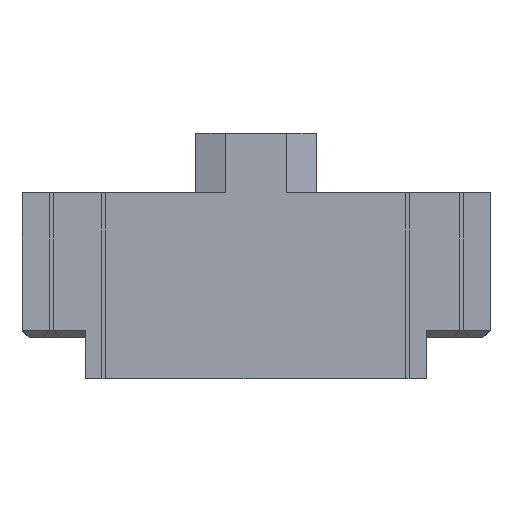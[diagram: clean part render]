
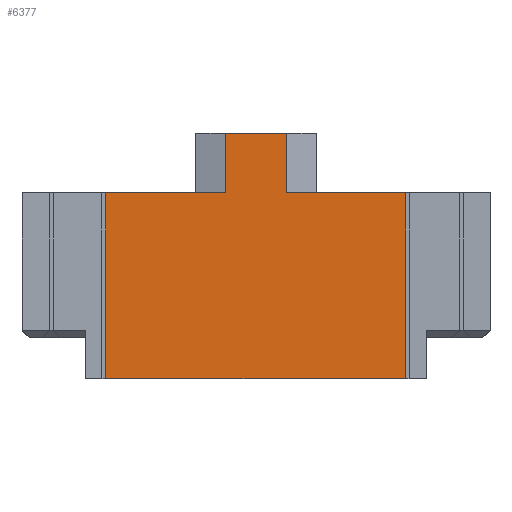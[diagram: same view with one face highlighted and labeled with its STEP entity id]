
A CAD part, front view. The second image highlights one B-rep face of the part: STEP entity #6377.
In plain terms, the highlighted planar face has unit normal (0, -1, 0).
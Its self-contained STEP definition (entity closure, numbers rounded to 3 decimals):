
#72 = PLANE('',#73);
#73 = AXIS2_PLACEMENT_3D('',#74,#75,#76);
#74 = CARTESIAN_POINT('',(-10.95,15.2,3.4));
#75 = DIRECTION('',(-0.,0.,-1.));
#76 = DIRECTION('',(0.,1.,0.));
#128 = PLANE('',#129);
#129 = AXIS2_PLACEMENT_3D('',#130,#131,#132);
#130 = CARTESIAN_POINT('',(12.6,15.9,-6.6));
#131 = DIRECTION('',(0.,0.,-1.));
#132 = DIRECTION('',(0.,-1.,0.));
#2571 = VERTEX_POINT('',#2572);
#2572 = CARTESIAN_POINT('',(-1.65,-15.9,3.4));
#2586 = PLANE('',#2587);
#2587 = AXIS2_PLACEMENT_3D('',#2588,#2589,#2590);
#2588 = CARTESIAN_POINT('',(-2.45,-15.667,3.4));
#2589 = DIRECTION('',(0.28,0.96,0.));
#2590 = DIRECTION('',(0.,0.,-1.));
#2598 = EDGE_CURVE('',#2571,#2599,#2601,.T.);
#2599 = VERTEX_POINT('',#2600);
#2600 = CARTESIAN_POINT('',(-8.1,-15.9,3.4));
#2601 = SURFACE_CURVE('',#2602,(#2606,#2613),.PCURVE_S1.);
#2602 = LINE('',#2603,#2604);
#2603 = CARTESIAN_POINT('',(12.6,-15.9,3.4));
#2604 = VECTOR('',#2605,1.);
#2605 = DIRECTION('',(-1.,0.,0.));
#2606 = PCURVE('',#72,#2607);
#2607 = DEFINITIONAL_REPRESENTATION('',(#2608),#2612);
#2608 = LINE('',#2609,#2610);
#2609 = CARTESIAN_POINT('',(-31.1,23.55));
#2610 = VECTOR('',#2611,1.);
#2611 = DIRECTION('',(0.,-1.));
#2612 = ( GEOMETRIC_REPRESENTATION_CONTEXT(2) 
PARAMETRIC_REPRESENTATION_CONTEXT() REPRESENTATION_CONTEXT('2D SPACE',''
  ) );
#2613 = PCURVE('',#2614,#2619);
#2614 = PLANE('',#2615);
#2615 = AXIS2_PLACEMENT_3D('',#2616,#2617,#2618);
#2616 = CARTESIAN_POINT('',(8.,-15.9,-6.6));
#2617 = DIRECTION('',(0.,1.,0.));
#2618 = DIRECTION('',(0.,0.,1.));
#2619 = DEFINITIONAL_REPRESENTATION('',(#2620),#2624);
#2620 = LINE('',#2621,#2622);
#2621 = CARTESIAN_POINT('',(10.,4.6));
#2622 = VECTOR('',#2623,1.);
#2623 = DIRECTION('',(0.,-1.));
#2624 = ( GEOMETRIC_REPRESENTATION_CONTEXT(2) 
PARAMETRIC_REPRESENTATION_CONTEXT() REPRESENTATION_CONTEXT('2D SPACE',''
  ) );
#2642 = PLANE('',#2643);
#2643 = AXIS2_PLACEMENT_3D('',#2644,#2645,#2646);
#2644 = CARTESIAN_POINT('',(-8.1,-15.1,-6.6));
#2645 = DIRECTION('',(-1.,0.,0.));
#2646 = DIRECTION('',(0.,0.,1.));
#3533 = VERTEX_POINT('',#3534);
#3534 = CARTESIAN_POINT('',(8.05,-15.9,-6.6));
#3548 = PLANE('',#3549);
#3549 = AXIS2_PLACEMENT_3D('',#3550,#3551,#3552);
#3550 = CARTESIAN_POINT('',(8.05,-15.9,-6.6));
#3551 = DIRECTION('',(-1.,0.,0.));
#3552 = DIRECTION('',(0.,0.,1.));
#3560 = EDGE_CURVE('',#3533,#3561,#3563,.T.);
#3561 = VERTEX_POINT('',#3562);
#3562 = CARTESIAN_POINT('',(-8.1,-15.9,-6.6));
#3563 = SURFACE_CURVE('',#3564,(#3568,#3575),.PCURVE_S1.);
#3564 = LINE('',#3565,#3566);
#3565 = CARTESIAN_POINT('',(8.05,-15.9,-6.6));
#3566 = VECTOR('',#3567,1.);
#3567 = DIRECTION('',(-1.,0.,0.));
#3568 = PCURVE('',#128,#3569);
#3569 = DEFINITIONAL_REPRESENTATION('',(#3570),#3574);
#3570 = LINE('',#3571,#3572);
#3571 = CARTESIAN_POINT('',(31.8,4.55));
#3572 = VECTOR('',#3573,1.);
#3573 = DIRECTION('',(0.,1.));
#3574 = ( GEOMETRIC_REPRESENTATION_CONTEXT(2) 
PARAMETRIC_REPRESENTATION_CONTEXT() REPRESENTATION_CONTEXT('2D SPACE',''
  ) );
#3575 = PCURVE('',#2614,#3576);
#3576 = DEFINITIONAL_REPRESENTATION('',(#3577),#3581);
#3577 = LINE('',#3578,#3579);
#3578 = CARTESIAN_POINT('',(0.,0.05));
#3579 = VECTOR('',#3580,1.);
#3580 = DIRECTION('',(0.,-1.));
#3581 = ( GEOMETRIC_REPRESENTATION_CONTEXT(2) 
PARAMETRIC_REPRESENTATION_CONTEXT() REPRESENTATION_CONTEXT('2D SPACE',''
  ) );
#6355 = EDGE_CURVE('',#3561,#2599,#6356,.T.);
#6356 = SURFACE_CURVE('',#6357,(#6361,#6368),.PCURVE_S1.);
#6357 = LINE('',#6358,#6359);
#6358 = CARTESIAN_POINT('',(-8.1,-15.9,-0.5));
#6359 = VECTOR('',#6360,1.);
#6360 = DIRECTION('',(0.,-0.,1.));
#6361 = PCURVE('',#2642,#6362);
#6362 = DEFINITIONAL_REPRESENTATION('',(#6363),#6367);
#6363 = LINE('',#6364,#6365);
#6364 = CARTESIAN_POINT('',(6.1,-0.8));
#6365 = VECTOR('',#6366,1.);
#6366 = DIRECTION('',(1.,0.));
#6367 = ( GEOMETRIC_REPRESENTATION_CONTEXT(2) 
PARAMETRIC_REPRESENTATION_CONTEXT() REPRESENTATION_CONTEXT('2D SPACE',''
  ) );
#6368 = PCURVE('',#2614,#6369);
#6369 = DEFINITIONAL_REPRESENTATION('',(#6370),#6374);
#6370 = LINE('',#6371,#6372);
#6371 = CARTESIAN_POINT('',(6.1,-16.1));
#6372 = VECTOR('',#6373,1.);
#6373 = DIRECTION('',(1.,0.));
#6374 = ( GEOMETRIC_REPRESENTATION_CONTEXT(2) 
PARAMETRIC_REPRESENTATION_CONTEXT() REPRESENTATION_CONTEXT('2D SPACE',''
  ) );
#6377 = ADVANCED_FACE('',(#6378),#2614,.F.);
#6378 = FACE_BOUND('',#6379,.F.);
#6379 = EDGE_LOOP('',(#6380,#6381,#6382,#6405,#6433,#6461,#6489,#6510));
#6380 = ORIENTED_EDGE('',*,*,#6355,.T.);
#6381 = ORIENTED_EDGE('',*,*,#2598,.F.);
#6382 = ORIENTED_EDGE('',*,*,#6383,.F.);
#6383 = EDGE_CURVE('',#6384,#2571,#6386,.T.);
#6384 = VERTEX_POINT('',#6385);
#6385 = CARTESIAN_POINT('',(-1.65,-15.9,6.6));
#6386 = SURFACE_CURVE('',#6387,(#6391,#6398),.PCURVE_S1.);
#6387 = LINE('',#6388,#6389);
#6388 = CARTESIAN_POINT('',(-1.65,-15.9,3.4));
#6389 = VECTOR('',#6390,1.);
#6390 = DIRECTION('',(0.,0.,-1.));
#6391 = PCURVE('',#2614,#6392);
#6392 = DEFINITIONAL_REPRESENTATION('',(#6393),#6397);
#6393 = LINE('',#6394,#6395);
#6394 = CARTESIAN_POINT('',(10.,-9.65));
#6395 = VECTOR('',#6396,1.);
#6396 = DIRECTION('',(-1.,0.));
#6397 = ( GEOMETRIC_REPRESENTATION_CONTEXT(2) 
PARAMETRIC_REPRESENTATION_CONTEXT() REPRESENTATION_CONTEXT('2D SPACE',''
  ) );
#6398 = PCURVE('',#2586,#6399);
#6399 = DEFINITIONAL_REPRESENTATION('',(#6400),#6404);
#6400 = LINE('',#6401,#6402);
#6401 = CARTESIAN_POINT('',(0.,-0.833));
#6402 = VECTOR('',#6403,1.);
#6403 = DIRECTION('',(1.,-0.));
#6404 = ( GEOMETRIC_REPRESENTATION_CONTEXT(2) 
PARAMETRIC_REPRESENTATION_CONTEXT() REPRESENTATION_CONTEXT('2D SPACE',''
  ) );
#6405 = ORIENTED_EDGE('',*,*,#6406,.F.);
#6406 = EDGE_CURVE('',#6407,#6384,#6409,.T.);
#6407 = VERTEX_POINT('',#6408);
#6408 = CARTESIAN_POINT('',(1.65,-15.9,6.6));
#6409 = SURFACE_CURVE('',#6410,(#6414,#6421),.PCURVE_S1.);
#6410 = LINE('',#6411,#6412);
#6411 = CARTESIAN_POINT('',(3.25,-15.9,6.6));
#6412 = VECTOR('',#6413,1.);
#6413 = DIRECTION('',(-1.,0.,0.));
#6414 = PCURVE('',#2614,#6415);
#6415 = DEFINITIONAL_REPRESENTATION('',(#6416),#6420);
#6416 = LINE('',#6417,#6418);
#6417 = CARTESIAN_POINT('',(13.2,-4.75));
#6418 = VECTOR('',#6419,1.);
#6419 = DIRECTION('',(0.,-1.));
#6420 = ( GEOMETRIC_REPRESENTATION_CONTEXT(2) 
PARAMETRIC_REPRESENTATION_CONTEXT() REPRESENTATION_CONTEXT('2D SPACE',''
  ) );
#6421 = PCURVE('',#6422,#6427);
#6422 = PLANE('',#6423);
#6423 = AXIS2_PLACEMENT_3D('',#6424,#6425,#6426);
#6424 = CARTESIAN_POINT('',(-1.65,-16.,6.6));
#6425 = DIRECTION('',(0.,0.,1.));
#6426 = DIRECTION('',(1.,0.,-0.));
#6427 = DEFINITIONAL_REPRESENTATION('',(#6428),#6432);
#6428 = LINE('',#6429,#6430);
#6429 = CARTESIAN_POINT('',(4.9,0.1));
#6430 = VECTOR('',#6431,1.);
#6431 = DIRECTION('',(-1.,0.));
#6432 = ( GEOMETRIC_REPRESENTATION_CONTEXT(2) 
PARAMETRIC_REPRESENTATION_CONTEXT() REPRESENTATION_CONTEXT('2D SPACE',''
  ) );
#6433 = ORIENTED_EDGE('',*,*,#6434,.F.);
#6434 = EDGE_CURVE('',#6435,#6407,#6437,.T.);
#6435 = VERTEX_POINT('',#6436);
#6436 = CARTESIAN_POINT('',(1.65,-15.9,3.4));
#6437 = SURFACE_CURVE('',#6438,(#6442,#6449),.PCURVE_S1.);
#6438 = LINE('',#6439,#6440);
#6439 = CARTESIAN_POINT('',(1.65,-15.9,5.));
#6440 = VECTOR('',#6441,1.);
#6441 = DIRECTION('',(-0.,0.,1.));
#6442 = PCURVE('',#2614,#6443);
#6443 = DEFINITIONAL_REPRESENTATION('',(#6444),#6448);
#6444 = LINE('',#6445,#6446);
#6445 = CARTESIAN_POINT('',(11.6,-6.35));
#6446 = VECTOR('',#6447,1.);
#6447 = DIRECTION('',(1.,0.));
#6448 = ( GEOMETRIC_REPRESENTATION_CONTEXT(2) 
PARAMETRIC_REPRESENTATION_CONTEXT() REPRESENTATION_CONTEXT('2D SPACE',''
  ) );
#6449 = PCURVE('',#6450,#6455);
#6450 = PLANE('',#6451);
#6451 = AXIS2_PLACEMENT_3D('',#6452,#6453,#6454);
#6452 = CARTESIAN_POINT('',(2.45,-15.667,3.4));
#6453 = DIRECTION('',(0.28,-0.96,0.));
#6454 = DIRECTION('',(0.,0.,-1.));
#6455 = DEFINITIONAL_REPRESENTATION('',(#6456),#6460);
#6456 = LINE('',#6457,#6458);
#6457 = CARTESIAN_POINT('',(-1.6,-0.833));
#6458 = VECTOR('',#6459,1.);
#6459 = DIRECTION('',(-1.,0.));
#6460 = ( GEOMETRIC_REPRESENTATION_CONTEXT(2) 
PARAMETRIC_REPRESENTATION_CONTEXT() REPRESENTATION_CONTEXT('2D SPACE',''
  ) );
#6461 = ORIENTED_EDGE('',*,*,#6462,.F.);
#6462 = EDGE_CURVE('',#6463,#6435,#6465,.T.);
#6463 = VERTEX_POINT('',#6464);
#6464 = CARTESIAN_POINT('',(8.05,-15.9,3.4));
#6465 = SURFACE_CURVE('',#6466,(#6470,#6477),.PCURVE_S1.);
#6466 = LINE('',#6467,#6468);
#6467 = CARTESIAN_POINT('',(12.6,-15.9,3.4));
#6468 = VECTOR('',#6469,1.);
#6469 = DIRECTION('',(-1.,0.,0.));
#6470 = PCURVE('',#2614,#6471);
#6471 = DEFINITIONAL_REPRESENTATION('',(#6472),#6476);
#6472 = LINE('',#6473,#6474);
#6473 = CARTESIAN_POINT('',(10.,4.6));
#6474 = VECTOR('',#6475,1.);
#6475 = DIRECTION('',(0.,-1.));
#6476 = ( GEOMETRIC_REPRESENTATION_CONTEXT(2) 
PARAMETRIC_REPRESENTATION_CONTEXT() REPRESENTATION_CONTEXT('2D SPACE',''
  ) );
#6477 = PCURVE('',#6478,#6483);
#6478 = PLANE('',#6479);
#6479 = AXIS2_PLACEMENT_3D('',#6480,#6481,#6482);
#6480 = CARTESIAN_POINT('',(-10.95,15.2,3.4));
#6481 = DIRECTION('',(-0.,0.,-1.));
#6482 = DIRECTION('',(0.,1.,0.));
#6483 = DEFINITIONAL_REPRESENTATION('',(#6484),#6488);
#6484 = LINE('',#6485,#6486);
#6485 = CARTESIAN_POINT('',(-31.1,23.55));
#6486 = VECTOR('',#6487,1.);
#6487 = DIRECTION('',(0.,-1.));
#6488 = ( GEOMETRIC_REPRESENTATION_CONTEXT(2) 
PARAMETRIC_REPRESENTATION_CONTEXT() REPRESENTATION_CONTEXT('2D SPACE',''
  ) );
#6489 = ORIENTED_EDGE('',*,*,#6490,.F.);
#6490 = EDGE_CURVE('',#3533,#6463,#6491,.T.);
#6491 = SURFACE_CURVE('',#6492,(#6496,#6503),.PCURVE_S1.);
#6492 = LINE('',#6493,#6494);
#6493 = CARTESIAN_POINT('',(8.05,-15.9,-6.6));
#6494 = VECTOR('',#6495,1.);
#6495 = DIRECTION('',(0.,0.,1.));
#6496 = PCURVE('',#2614,#6497);
#6497 = DEFINITIONAL_REPRESENTATION('',(#6498),#6502);
#6498 = LINE('',#6499,#6500);
#6499 = CARTESIAN_POINT('',(0.,0.05));
#6500 = VECTOR('',#6501,1.);
#6501 = DIRECTION('',(1.,0.));
#6502 = ( GEOMETRIC_REPRESENTATION_CONTEXT(2) 
PARAMETRIC_REPRESENTATION_CONTEXT() REPRESENTATION_CONTEXT('2D SPACE',''
  ) );
#6503 = PCURVE('',#3548,#6504);
#6504 = DEFINITIONAL_REPRESENTATION('',(#6505),#6509);
#6505 = LINE('',#6506,#6507);
#6506 = CARTESIAN_POINT('',(0.,0.));
#6507 = VECTOR('',#6508,1.);
#6508 = DIRECTION('',(1.,0.));
#6509 = ( GEOMETRIC_REPRESENTATION_CONTEXT(2) 
PARAMETRIC_REPRESENTATION_CONTEXT() REPRESENTATION_CONTEXT('2D SPACE',''
  ) );
#6510 = ORIENTED_EDGE('',*,*,#3560,.T.);
